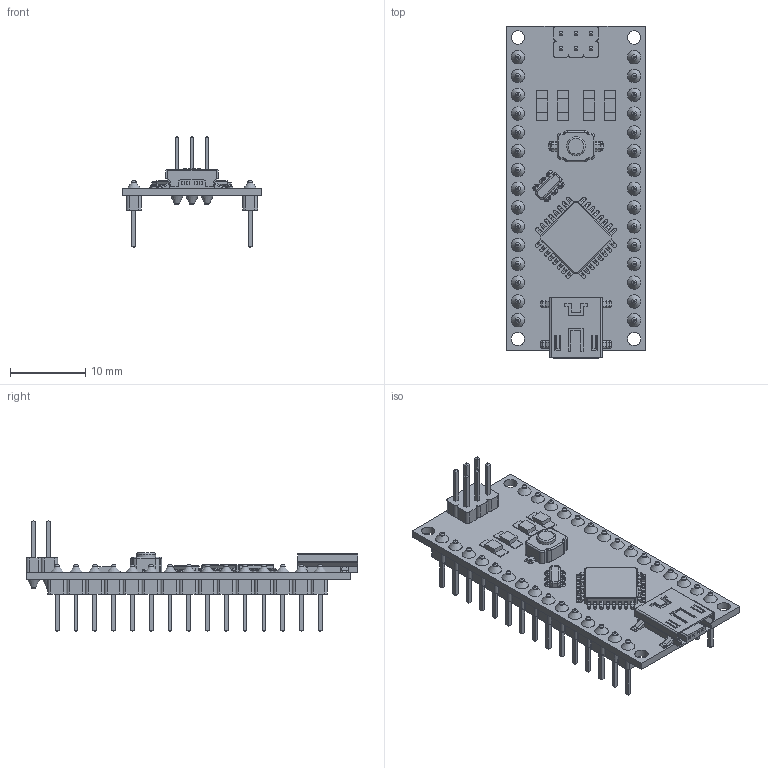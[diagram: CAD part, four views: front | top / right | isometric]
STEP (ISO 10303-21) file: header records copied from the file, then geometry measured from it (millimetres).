
FILE_DESCRIPTION(/* description */ (''),/* implementation_level */ '2;1');
FILE_NAME(/* name */ 'arduio nano.stp',/* time_stamp */ '2020-05-28T10:12:43-07:00',/* author */ ('izuwa'),/* organization */ (''),/* preprocessor_version */ 'ST-DEVELOPER v18.1',/* originating_system */ 'Autodesk Inventor 2021',/* authorisation */ '');
FILE_SCHEMA (('AUTOMOTIVE_DESIGN { 1 0 10303 214 3 1 1 }'));
Length unit declared in the file: millimetre
Products named in the file (1): arduio nano
Bounding box: 18.54 x 44.18 x 14.8 mm (x, y, z)
Volume: 1356.2 mm3; surface area: 2917 mm2
Topology: 1 solids, 1 shells, 1480 faces, 3841 edges, 2451 vertices
Faces by surface type: plane 850, cylinder 485, bspline 48, torus 37, cone 36, sphere 24
Full cylindrical faces by diameter (mm): 0.633 x30, 1.778 x4, 2.5 x1
Entity records: 47377 total; most frequent: CARTESIAN_POINT 8967, DIRECTION 7869, ORIENTED_EDGE 7682, EDGE_CURVE 3841, LINE 2647, VECTOR 2647, AXIS2_PLACEMENT_3D 2611, VERTEX_POINT 2451
